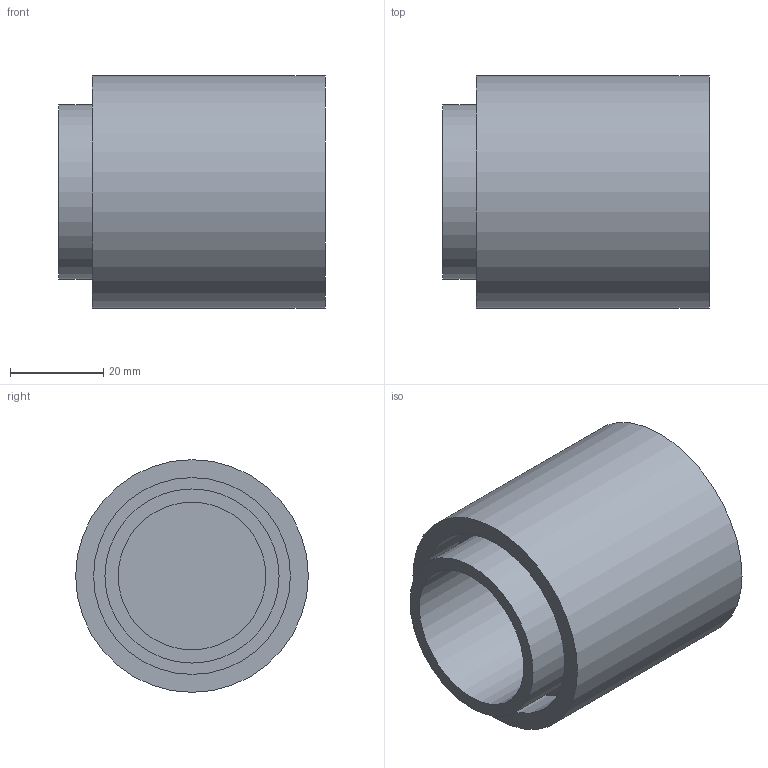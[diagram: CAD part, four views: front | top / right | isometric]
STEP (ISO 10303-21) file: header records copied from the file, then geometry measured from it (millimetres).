
FILE_DESCRIPTION(/* description */ (''),/* implementation_level */ '2;1');
FILE_NAME(/* name */ 'blank-endcap-small.step',/* time_stamp */ '2024-06-05T10:24:33+10:00',/* author */ (''),/* organization */ (''),/* preprocessor_version */ 'ST-DEVELOPER v20',/* originating_system */ 'Autodesk Translation Framework v13.14.0.145',/* authorisation */ '');
FILE_SCHEMA (('AUTOMOTIVE_DESIGN { 1 0 10303 214 3 1 1 }'));
Length unit declared in the file: millimetre
Products named in the file (3): blank-endcap; blank-endcap_1; main-body
Assembly tree (2 placements, depth 3):
  blank-endcap
    blank-endcap_1
      main-body
Bounding box: 57.2 x 50 x 50 mm (x, y, z)
Volume: 61995.8 mm3; surface area: 20087.1 mm2
Topology: 1 solids, 1 shells, 9 faces, 12 edges, 8 vertices
Faces by surface type: plane 5, cylinder 4
Full cylindrical faces by diameter (mm): 31.75 x1, 37.4 x1, 42.3 x1, 50 x1
Entity records: 267 total; most frequent: DIRECTION 48, CARTESIAN_POINT 34, ORIENTED_EDGE 24, AXIS2_PLACEMENT_3D 22, EDGE_LOOP 12, EDGE_CURVE 12, FACE_OUTER_BOUND 9, ADVANCED_FACE 9
